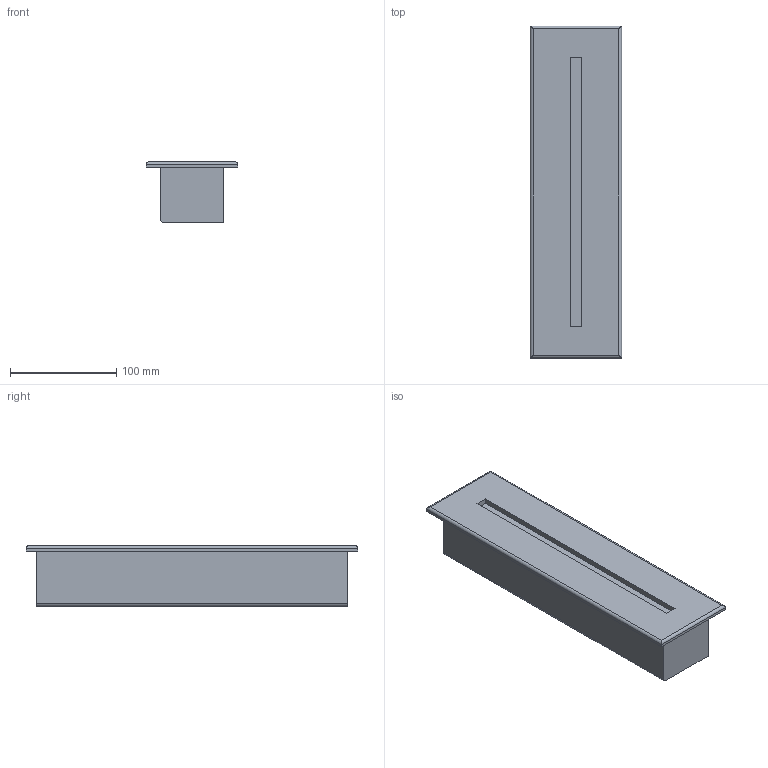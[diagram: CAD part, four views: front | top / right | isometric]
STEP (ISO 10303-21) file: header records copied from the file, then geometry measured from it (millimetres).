
FILE_DESCRIPTION(/* description */ ('Unknown'),/* implementation_level */ '2;1');
FILE_NAME(/* name */ 'SNP 1012 E',/* time_stamp */ '2020-06-10T10:53:00+02:00',/* author */ ('Unknown'),/* organization */ ('Unknown'),/* preprocessor_version */ 'ST-DEVELOPER v16.7',/* originating_system */ 'Solid Edge',/* authorisation */ 'Unknown');
FILE_SCHEMA (('AUTOMOTIVE_DESIGN {1 0 10303 214 3 1 1}'));
Length unit declared in the file: millimetre
Products named in the file (1): SNP 1012 E
Bounding box: 86 x 313 x 57 mm (x, y, z)
Volume: 1025759.7 mm3; surface area: 95949.1 mm2
Topology: 1 solids, 1 shells, 21 faces, 47 edges, 30 vertices
Faces by surface type: plane 16, cylinder 5
Entity records: 605 total; most frequent: CARTESIAN_POINT 99, DIRECTION 97, ORIENTED_EDGE 94, EDGE_CURVE 47, LINE 41, VECTOR 41, VERTEX_POINT 30, AXIS2_PLACEMENT_3D 28
